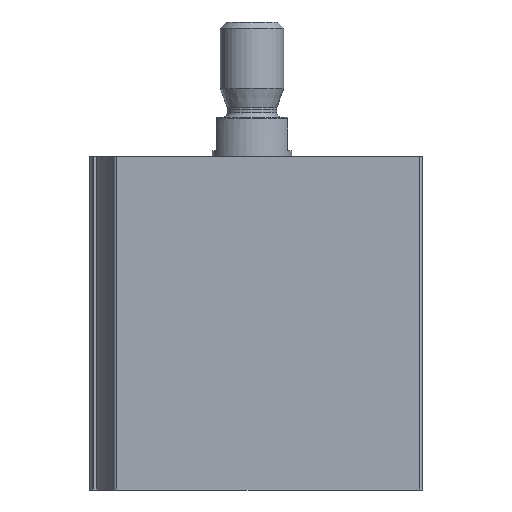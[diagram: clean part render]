
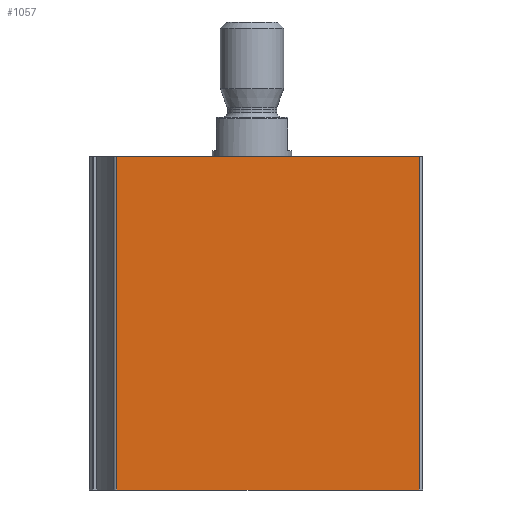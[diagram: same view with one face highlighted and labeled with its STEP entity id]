
A CAD part, left-side view. The second image highlights one B-rep face of the part: STEP entity #1057.
In plain terms, the highlighted planar face has unit normal (-1, 0, 0).
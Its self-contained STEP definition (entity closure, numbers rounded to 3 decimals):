
#41=PLANE('',#1154);
#70=LINE('',#1672,#136);
#71=LINE('',#1674,#137);
#72=LINE('',#1676,#138);
#73=LINE('',#1678,#139);
#136=VECTOR('',#1308,1000.);
#137=VECTOR('',#1311,1000.);
#138=VECTOR('',#1312,1000.);
#139=VECTOR('',#1313,1000.);
#205=ORIENTED_EDGE('',*,*,#499,.F.);
#206=ORIENTED_EDGE('',*,*,#498,.F.);
#207=ORIENTED_EDGE('',*,*,#500,.T.);
#208=ORIENTED_EDGE('',*,*,#501,.T.);
#498=EDGE_CURVE('',#645,#643,#70,.T.);
#499=EDGE_CURVE('',#643,#646,#71,.T.);
#500=EDGE_CURVE('',#645,#647,#72,.T.);
#501=EDGE_CURVE('',#647,#646,#73,.T.);
#643=VERTEX_POINT('',#1667);
#645=VERTEX_POINT('',#1671);
#646=VERTEX_POINT('',#1675);
#647=VERTEX_POINT('',#1677);
#827=EDGE_LOOP('',(#205,#206,#207,#208));
#925=FACE_BOUND('',#827,.T.);
#1057=ADVANCED_FACE('',(#925),#41,.T.);
#1154=AXIS2_PLACEMENT_3D('',#1673,#1309,#1310);
#1308=DIRECTION('',(0.,0.,1.));
#1309=DIRECTION('',(-1.,0.,0.));
#1310=DIRECTION('',(0.,0.,1.));
#1311=DIRECTION('',(0.,-1.,0.));
#1312=DIRECTION('',(0.,-1.,0.));
#1313=DIRECTION('',(0.,0.,1.));
#1667=CARTESIAN_POINT('',(-19.,17.062,0.));
#1671=CARTESIAN_POINT('',(-19.,17.062,-42.));
#1672=CARTESIAN_POINT('',(-19.,17.062,-42.));
#1673=CARTESIAN_POINT('',(-19.,17.062,-42.));
#1674=CARTESIAN_POINT('',(-19.,17.062,0.));
#1675=CARTESIAN_POINT('',(-19.,-21.1,0.));
#1676=CARTESIAN_POINT('',(-19.,17.062,-42.));
#1677=CARTESIAN_POINT('',(-19.,-21.1,-42.));
#1678=CARTESIAN_POINT('',(-19.,-21.1,-42.));
